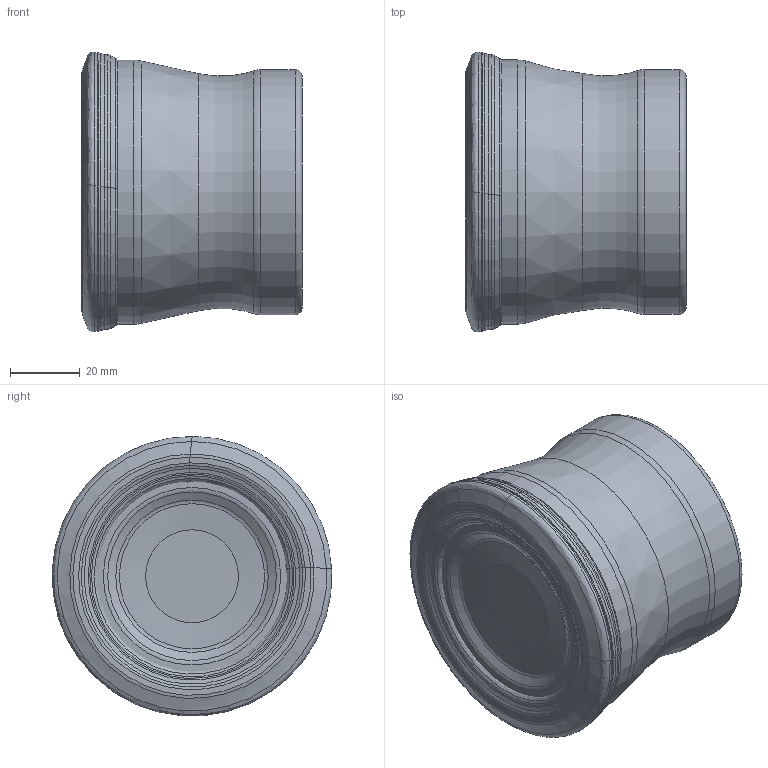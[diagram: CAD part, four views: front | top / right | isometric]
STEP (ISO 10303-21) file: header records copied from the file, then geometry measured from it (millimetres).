
FILE_DESCRIPTION(/* description */ (''),/* implementation_level */ '2;1');
FILE_NAME(/* name */ 'AHFMC-WD1205-D080-A27-Z06-H.stp',/* time_stamp */ '2023-10-12T10:41:46+03:00',/* author */ (''),/* organization */ (''),/* preprocessor_version */ 'ST-DEVELOPER v19.4',/* originating_system */ 'SIEMENS PLM Software NX2306.5001',/* authorisation */ '');
FILE_SCHEMA (('AUTOMOTIVE_DESIGN { 1 0 10303 214 3 1 1 1 }'));
Length unit declared in the file: millimetre
Products named in the file (1): AHFMC-WD1205-D080-A27-Z06-H-LIGHT_x_t_objects
Bounding box: 63 x 79.91 x 79.86 mm (x, y, z)
Volume: 264461 mm3; surface area: 30810.8 mm2
Topology: 2 solids, 2 shells, 81 faces, 157 edges, 80 vertices
Faces by surface type: bspline 60, torus 9, cone 6, plane 4, cylinder 2
Full cylindrical faces by diameter (mm): 70 x1, 75.5 x1
Entity records: 2748 total; most frequent: CARTESIAN_POINT 1316, DIRECTION 288, ORIENTED_EDGE 280, EDGE_CURVE 140, AXIS2_PLACEMENT_3D 132, CIRCLE 110, EDGE_LOOP 100, ADVANCED_FACE 81
